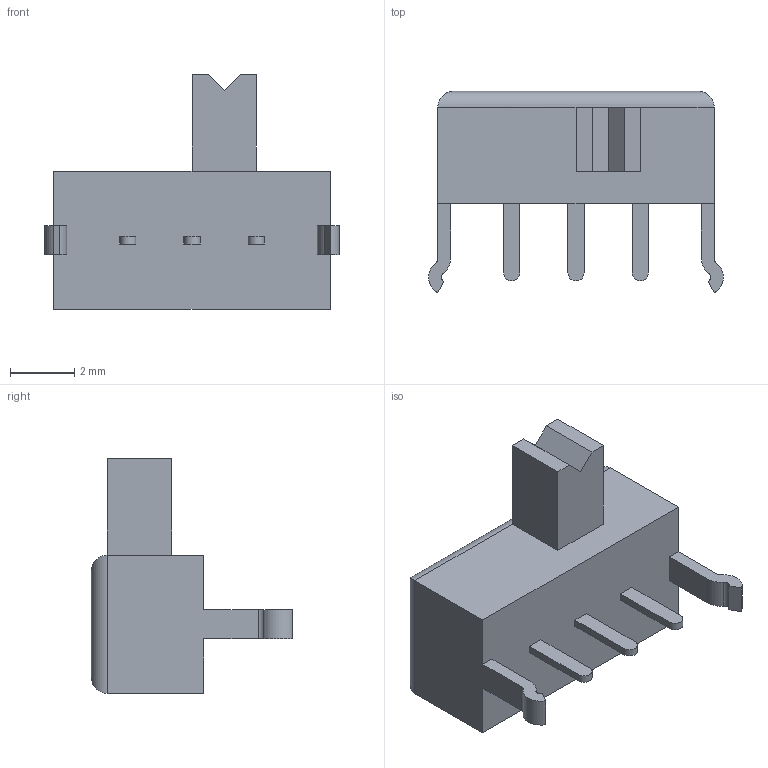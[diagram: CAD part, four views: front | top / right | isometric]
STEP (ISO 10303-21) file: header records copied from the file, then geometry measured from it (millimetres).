
FILE_DESCRIPTION(/* description */ (''),/* implementation_level */ '2;1');
FILE_NAME(/* name */ 'c-1825232-1-b-3d.stp',/* time_stamp */ '2017-05-17T18:46:06-05:00',/* author */ ('Nick'),/* organization */ ('Tyco Electronics Ltd.'),/* preprocessor_version */ 'ST-DEVELOPER v16.5',/* originating_system */ 'Autodesk Inventor 2017',/* authorisation */ '');
FILE_SCHEMA (('AUTOMOTIVE_DESIGN { 1 0 10303 214 3 1 1 }'));
Length unit declared in the file: millimetre
Products named in the file (1): c-1825232-1-b-3d
Bounding box: 9.17 x 6.27 x 7.3 mm (x, y, z)
Volume: 142.4 mm3; surface area: 207.7 mm2
Topology: 1 solids, 1 shells, 49 faces, 126 edges, 82 vertices
Faces by surface type: plane 34, cylinder 15
Entity records: 1571 total; most frequent: CARTESIAN_POINT 258, ORIENTED_EDGE 252, DIRECTION 252, EDGE_CURVE 126, LINE 100, VECTOR 100, VERTEX_POINT 82, AXIS2_PLACEMENT_3D 76
